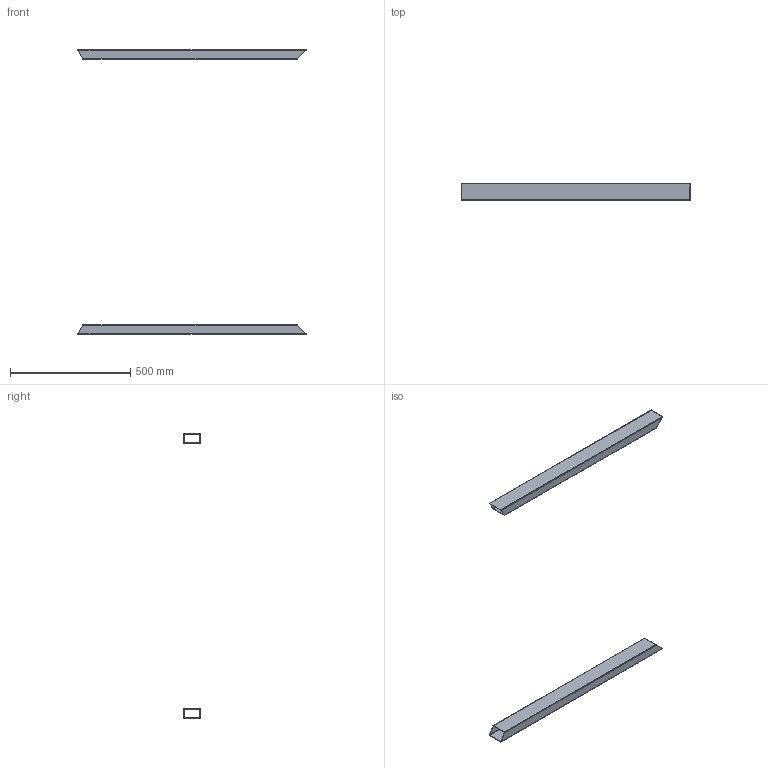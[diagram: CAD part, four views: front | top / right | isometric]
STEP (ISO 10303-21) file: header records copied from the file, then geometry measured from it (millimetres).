
FILE_DESCRIPTION(/* description */ (''),/* implementation_level */ '2;1');
FILE_NAME(/* name */ 'LONGH_MENSOLA_18_ASM.stp',/* time_stamp */ '2016-06-02T11:14:33+02:00',/* author */ (''),/* organization */ (''),/* preprocessor_version */ 'ST-DEVELOPER v16.5',/* originating_system */ 'Autodesk Translation Framework v5.0.0.3310',/* authorisation */ '');
FILE_SCHEMA (('AUTOMOTIVE_DESIGN { 1 0 10303 214 3 1 1 }'));
Length unit declared in the file: centimetre
Products named in the file (3): LONGH_MENSOLA_18_ASM; MANIFOLD_SOLID_BREP_2262; MANIFOLD_SOLID_BREP_2784
Assembly tree (2 placements, depth 2):
  LONGH_MENSOLA_18_ASM
    MANIFOLD_SOLID_BREP_2262
    MANIFOLD_SOLID_BREP_2784
Bounding box: 952.53 x 70 x 1184 mm (x, y, z)
Volume: 771843.8 mm3; surface area: 774464.3 mm2
Topology: 2 solids, 2 shells, 34 faces, 90 edges, 60 vertices
Faces by surface type: plane 20, cylinder 14
Entity records: 1133 total; most frequent: DIRECTION 196, CARTESIAN_POINT 189, ORIENTED_EDGE 180, EDGE_CURVE 90, AXIS2_PLACEMENT_3D 67, LINE 62, VECTOR 62, VERTEX_POINT 60
